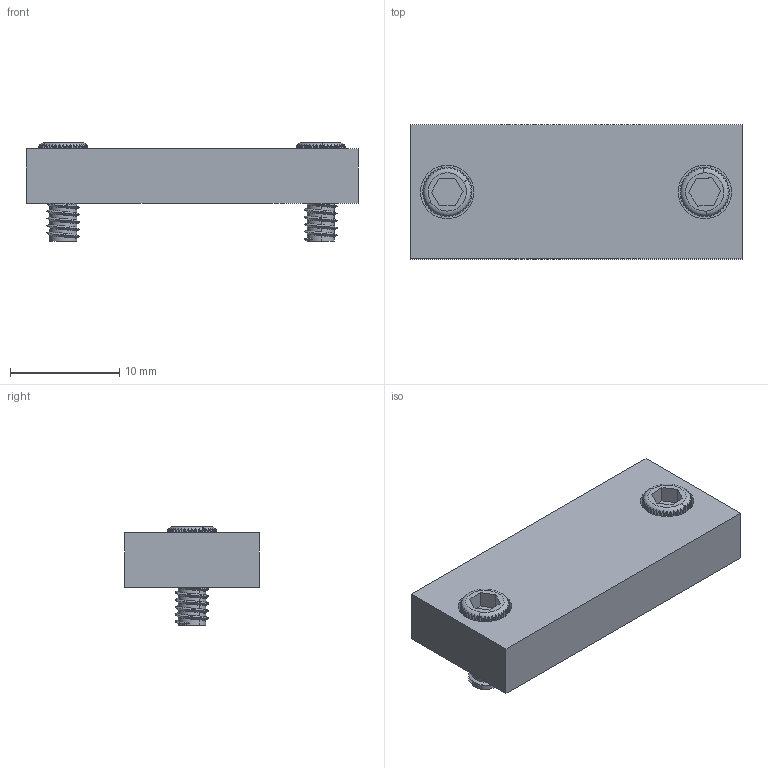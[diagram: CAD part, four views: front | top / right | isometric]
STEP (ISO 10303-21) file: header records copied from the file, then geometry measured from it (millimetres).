
FILE_DESCRIPTION (( 'STEP AP203' ), '1' );
FILE_NAME ('BlockO4.STEP', '2019-10-23T16:43:21', ( 'USER' ), ( '' ), 'SwSTEP 2.0', 'SolidWorks 2019', '' );
FILE_SCHEMA (( 'CONFIG_CONTROL_DESIGN' ));
Length unit declared in the file: inch
Products named in the file (1): BlockO4
Bounding box: 30.35 x 12.25 x 9 mm (x, y, z)
Surface area: 1697.2 mm2 (no closed solid volume)
Topology: 0 solids, 7 shells, 337 faces, 974 edges, 648 vertices
Faces by surface type: plane 188, cylinder 138, bspline 7, torus 4
Entity records: 12809 total; most frequent: CARTESIAN_POINT 4485, ORIENTED_EDGE 1679, DIRECTION 1614, EDGE_CURVE 974, VERTEX_POINT 648, AXIS2_PLACEMENT_3D 553, VECTOR 508, LINE 508
